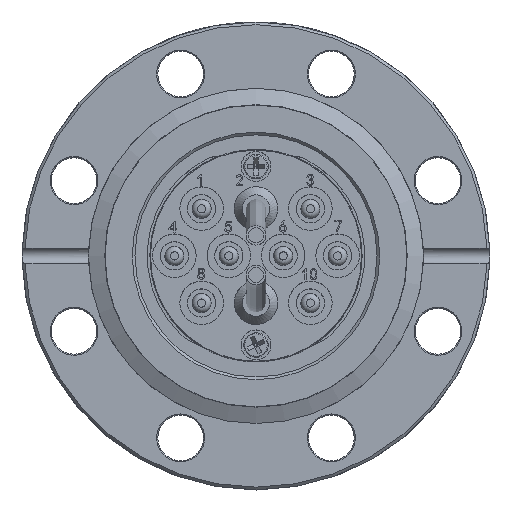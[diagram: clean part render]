
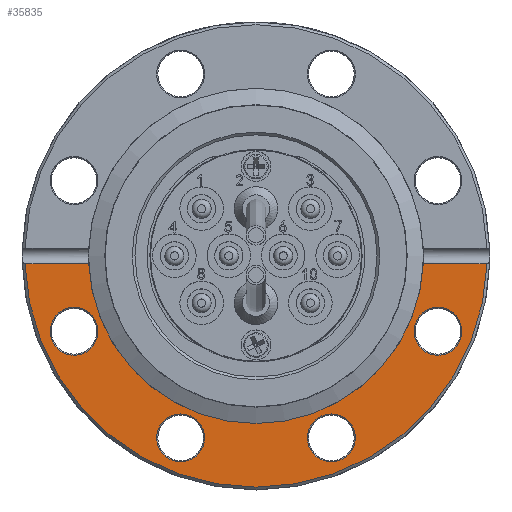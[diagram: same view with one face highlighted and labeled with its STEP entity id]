
A CAD part, top view. The second image highlights one B-rep face of the part: STEP entity #35835.
In plain terms, the highlighted planar face has unit normal (0, 0, 1).
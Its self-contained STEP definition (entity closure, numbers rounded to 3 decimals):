
#185 = LINE ( 'NONE', #18730, #54147 ) ;
#718 = FACE_BOUND ( 'NONE', #33726, .T. ) ;
#1314 = DIRECTION ( 'NONE',  ( 0., 0., -1. ) ) ;
#1344 = ORIENTED_EDGE ( 'NONE', *, *, #50193, .F. ) ;
#2478 = CARTESIAN_POINT ( 'NONE',  ( 13.853, -29.044, 0. ) ) ;
#2554 = EDGE_CURVE ( 'NONE', #33322, #19981, #18393, .T. ) ;
#2912 = AXIS2_PLACEMENT_3D ( 'NONE', #43966, #52508, #34256 ) ;
#4216 = DIRECTION ( 'NONE',  ( 0., 0., -1. ) ) ;
#4477 = AXIS2_PLACEMENT_3D ( 'NONE', #14395, #1314, #32914 ) ;
#4976 = CARTESIAN_POINT ( 'NONE',  ( 30.768, -1.414, 0. ) ) ;
#5202 = EDGE_LOOP ( 'NONE', ( #44455 ) ) ;
#5330 = EDGE_LOOP ( 'NONE', ( #48379 ) ) ;
#6029 = CIRCLE ( 'NONE', #13812, 4.4 ) ;
#9395 = DIRECTION ( 'NONE',  ( 0., 0., -1. ) ) ;
#9998 = EDGE_CURVE ( 'NONE', #10163, #10163, #6029, .T. ) ;
#10163 = VERTEX_POINT ( 'NONE', #56947 ) ;
#10501 = DIRECTION ( 'NONE',  ( 1., 0., 0. ) ) ;
#12112 = AXIS2_PLACEMENT_3D ( 'NONE', #55377, #49632, #59336 ) ;
#12329 = ORIENTED_EDGE ( 'NONE', *, *, #2554, .T. ) ;
#13812 = AXIS2_PLACEMENT_3D ( 'NONE', #41851, #25018, #38985 ) ;
#13836 = CARTESIAN_POINT ( 'NONE',  ( -43., -1.414, 0. ) ) ;
#14197 = AXIS2_PLACEMENT_3D ( 'NONE', #51034, #9395, #18823 ) ;
#14395 = CARTESIAN_POINT ( 'NONE',  ( 0., 0., 0. ) ) ;
#15302 = PLANE ( 'NONE',  #4477 ) ;
#15570 = VERTEX_POINT ( 'NONE', #4976 ) ;
#18393 = LINE ( 'NONE', #13836, #57338 ) ;
#18730 = CARTESIAN_POINT ( 'NONE',  ( 43., -1.414, 0. ) ) ;
#18823 = DIRECTION ( 'NONE',  ( 0., 1., 0. ) ) ;
#19981 = VERTEX_POINT ( 'NONE', #35819 ) ;
#20307 = CARTESIAN_POINT ( 'NONE',  ( 42.476, -1.414, 0. ) ) ;
#21710 = CARTESIAN_POINT ( 'NONE',  ( 0., 0., 0. ) ) ;
#22088 = CIRCLE ( 'NONE', #57051, 4.4 ) ;
#24416 = FACE_BOUND ( 'NONE', #5330, .T. ) ;
#24664 = VERTEX_POINT ( 'NONE', #2478 ) ;
#25018 = DIRECTION ( 'NONE',  ( 0., 0., -1. ) ) ;
#27189 = EDGE_LOOP ( 'NONE', ( #32583 ) ) ;
#28358 = FACE_BOUND ( 'NONE', #27189, .T. ) ;
#28538 = CARTESIAN_POINT ( 'NONE',  ( -13.853, -29.044, 0. ) ) ;
#29523 = ORIENTED_EDGE ( 'NONE', *, *, #40428, .F. ) ;
#32346 = DIRECTION ( 'NONE',  ( -1., 0., 0. ) ) ;
#32458 = DIRECTION ( 'NONE',  ( 0., 1., 0. ) ) ;
#32583 = ORIENTED_EDGE ( 'NONE', *, *, #36960, .T. ) ;
#32899 = ORIENTED_EDGE ( 'NONE', *, *, #9998, .T. ) ;
#32914 = DIRECTION ( 'NONE',  ( 0., 1., 0. ) ) ;
#33322 = VERTEX_POINT ( 'NONE', #55672 ) ;
#33726 = EDGE_LOOP ( 'NONE', ( #32899 ) ) ;
#34182 = EDGE_LOOP ( 'NONE', ( #29523, #1344, #12329, #47298 ) ) ;
#34256 = DIRECTION ( 'NONE',  ( 0., 1., 0. ) ) ;
#35819 = CARTESIAN_POINT ( 'NONE',  ( -42.476, -1.414, 0. ) ) ;
#35835 = ADVANCED_FACE ( 'NONE', ( #28358, #24416, #42945, #718, #38665 ), #15302, .F. ) ;
#36960 = EDGE_CURVE ( 'NONE', #57172, #57172, #40405, .T. ) ;
#38665 = FACE_OUTER_BOUND ( 'NONE', #34182, .T. ) ;
#38985 = DIRECTION ( 'NONE',  ( 0., 1., 0. ) ) ;
#40157 = EDGE_CURVE ( 'NONE', #24664, #24664, #22088, .T. ) ;
#40405 = CIRCLE ( 'NONE', #14197, 4.4 ) ;
#40428 = EDGE_CURVE ( 'NONE', #15570, #40813, #185, .T. ) ;
#40813 = VERTEX_POINT ( 'NONE', #20307 ) ;
#41783 = CIRCLE ( 'NONE', #50499, 30.8 ) ;
#41851 = CARTESIAN_POINT ( 'NONE',  ( -33.444, -13.853, 0. ) ) ;
#42945 = FACE_BOUND ( 'NONE', #5202, .T. ) ;
#43037 = EDGE_CURVE ( 'NONE', #19981, #40813, #44160, .T. ) ;
#43966 = CARTESIAN_POINT ( 'NONE',  ( -13.853, -33.444, 0. ) ) ;
#44160 = CIRCLE ( 'NONE', #12112, 42.5 ) ;
#44455 = ORIENTED_EDGE ( 'NONE', *, *, #53548, .T. ) ;
#47298 = ORIENTED_EDGE ( 'NONE', *, *, #43037, .T. ) ;
#47391 = VERTEX_POINT ( 'NONE', #28538 ) ;
#48379 = ORIENTED_EDGE ( 'NONE', *, *, #40157, .T. ) ;
#48957 = CARTESIAN_POINT ( 'NONE',  ( 33.444, -9.453, 0. ) ) ;
#49632 = DIRECTION ( 'NONE',  ( 0., 0., 1. ) ) ;
#50193 = EDGE_CURVE ( 'NONE', #33322, #15570, #41783, .T. ) ;
#50499 = AXIS2_PLACEMENT_3D ( 'NONE', #21710, #57872, #58175 ) ;
#51034 = CARTESIAN_POINT ( 'NONE',  ( 33.444, -13.853, 0. ) ) ;
#51598 = CARTESIAN_POINT ( 'NONE',  ( 13.853, -33.444, 0. ) ) ;
#52508 = DIRECTION ( 'NONE',  ( 0., 0., -1. ) ) ;
#53548 = EDGE_CURVE ( 'NONE', #47391, #47391, #57249, .T. ) ;
#54147 = VECTOR ( 'NONE', #10501, 1000. ) ;
#55377 = CARTESIAN_POINT ( 'NONE',  ( 0., 0., 0. ) ) ;
#55672 = CARTESIAN_POINT ( 'NONE',  ( -30.768, -1.414, 0. ) ) ;
#56947 = CARTESIAN_POINT ( 'NONE',  ( -33.444, -9.453, 0. ) ) ;
#57051 = AXIS2_PLACEMENT_3D ( 'NONE', #51598, #4216, #32458 ) ;
#57172 = VERTEX_POINT ( 'NONE', #48957 ) ;
#57249 = CIRCLE ( 'NONE', #2912, 4.4 ) ;
#57338 = VECTOR ( 'NONE', #32346, 1000. ) ;
#57872 = DIRECTION ( 'NONE',  ( 0., 0., 1. ) ) ;
#58175 = DIRECTION ( 'NONE',  ( 0., -1., 0. ) ) ;
#59336 = DIRECTION ( 'NONE',  ( 0., 1., 0. ) ) ;
